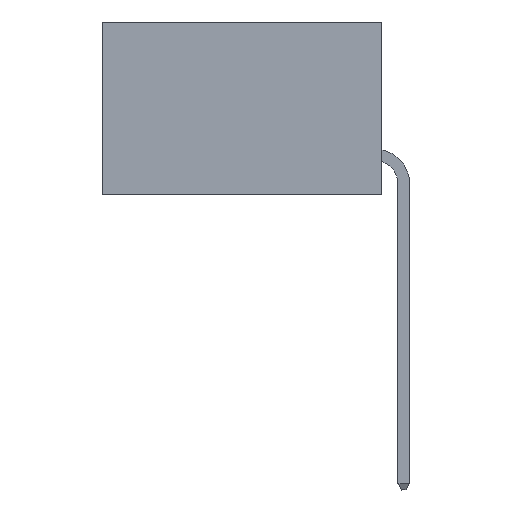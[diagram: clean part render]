
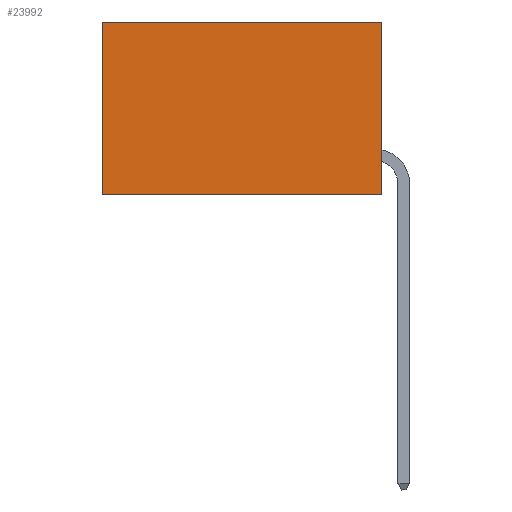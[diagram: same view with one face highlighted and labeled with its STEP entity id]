
A CAD part, left-side view. The second image highlights one B-rep face of the part: STEP entity #23992.
In plain terms, the highlighted planar face has unit normal (-1, 0, 0).
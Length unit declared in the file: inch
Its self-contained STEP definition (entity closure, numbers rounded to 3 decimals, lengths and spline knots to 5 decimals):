
#603 = CARTESIAN_POINT ( 'NONE',  ( 0.2875, 0.6, 0. ) ) ;
#2893 = VECTOR ( 'NONE', #42555, 39.37008 ) ;
#4073 = LINE ( 'NONE', #31079, #2893 ) ;
#6570 = VERTEX_POINT ( 'NONE', #28530 ) ;
#6577 = EDGE_CURVE ( 'NONE', #46672, #13247, #22786, .T. ) ;
#6650 = CARTESIAN_POINT ( 'NONE',  ( 0.2875, 0., 0. ) ) ;
#8027 = DIRECTION ( 'NONE',  ( 0., 1., 0. ) ) ;
#8669 = FACE_OUTER_BOUND ( 'NONE', #16316, .T. ) ;
#9611 = VECTOR ( 'NONE', #8027, 39.37008 ) ;
#12179 = ORIENTED_EDGE ( 'NONE', *, *, #37568, .F. ) ;
#13247 = VERTEX_POINT ( 'NONE', #17462 ) ;
#13510 = EDGE_CURVE ( 'NONE', #6570, #15863, #38134, .T. ) ;
#15129 = EDGE_CURVE ( 'NONE', #46672, #6570, #4073, .T. ) ;
#15863 = VERTEX_POINT ( 'NONE', #28771 ) ;
#16316 = EDGE_LOOP ( 'NONE', ( #29366, #12179, #36123, #21449 ) ) ;
#17462 = CARTESIAN_POINT ( 'NONE',  ( 0.2875, 0., -0.37 ) ) ;
#21331 = DIRECTION ( 'NONE',  ( 0., 0., -1. ) ) ;
#21449 = ORIENTED_EDGE ( 'NONE', *, *, #15129, .T. ) ;
#21467 = LINE ( 'NONE', #34505, #9611 ) ;
#22786 = LINE ( 'NONE', #24684, #34139 ) ;
#22863 = DIRECTION ( 'NONE',  ( 0., 0., -1. ) ) ;
#23992 = ADVANCED_FACE ( 'NONE', ( #8669 ), #37603, .F. ) ;
#24684 = CARTESIAN_POINT ( 'NONE',  ( 0.2875, 0., 0. ) ) ;
#28530 = CARTESIAN_POINT ( 'NONE',  ( 0.2875, 0.6, 0. ) ) ;
#28771 = CARTESIAN_POINT ( 'NONE',  ( 0.2875, 0.6, -0.37 ) ) ;
#29366 = ORIENTED_EDGE ( 'NONE', *, *, #13510, .T. ) ;
#31079 = CARTESIAN_POINT ( 'NONE',  ( 0.2875, 0., 0. ) ) ;
#31521 = CARTESIAN_POINT ( 'NONE',  ( 0.2875, 0., 0. ) ) ;
#32788 = VECTOR ( 'NONE', #22863, 39.37008 ) ;
#34139 = VECTOR ( 'NONE', #21331, 39.37008 ) ;
#34505 = CARTESIAN_POINT ( 'NONE',  ( 0.2875, 0., -0.37 ) ) ;
#36123 = ORIENTED_EDGE ( 'NONE', *, *, #6577, .F. ) ;
#37568 = EDGE_CURVE ( 'NONE', #13247, #15863, #21467, .T. ) ;
#37603 = PLANE ( 'NONE',  #45059 ) ;
#38134 = LINE ( 'NONE', #603, #32788 ) ;
#41588 = DIRECTION ( 'NONE',  ( 0., 0., -1. ) ) ;
#42555 = DIRECTION ( 'NONE',  ( 0., 1., 0. ) ) ;
#45059 = AXIS2_PLACEMENT_3D ( 'NONE', #6650, #48939, #41588 ) ;
#46672 = VERTEX_POINT ( 'NONE', #31521 ) ;
#48939 = DIRECTION ( 'NONE',  ( 1., 0., 0. ) ) ;
